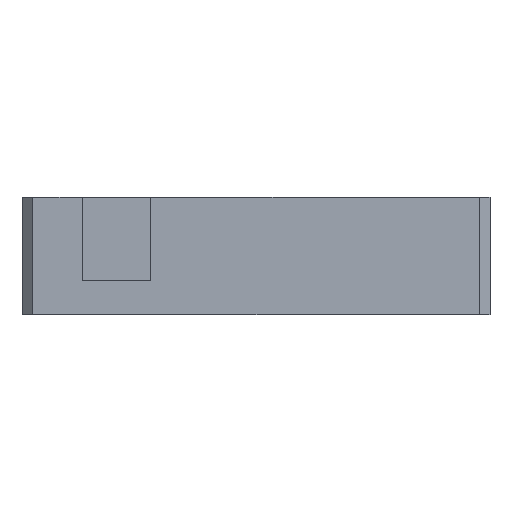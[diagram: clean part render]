
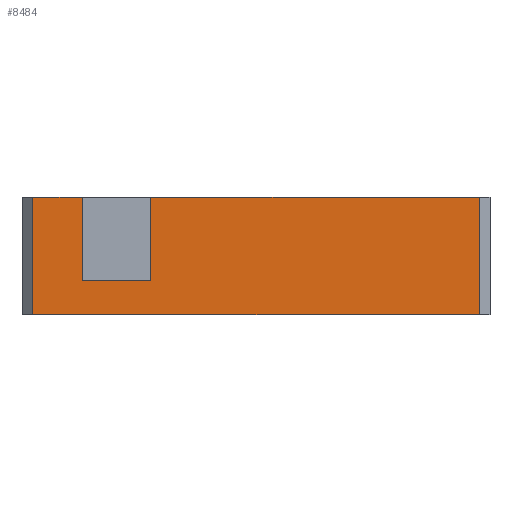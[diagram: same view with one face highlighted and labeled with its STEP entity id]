
A CAD part, front view. The second image highlights one B-rep face of the part: STEP entity #8484.
In plain terms, the highlighted planar face has unit normal (0, -1, 0).
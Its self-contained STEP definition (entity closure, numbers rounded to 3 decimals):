
#165=PLANE('',#9087);
#613=FACE_OUTER_BOUND('',#1091,.T.);
#1091=EDGE_LOOP('',(#7464,#7465,#7466,#7467,#7468,#7469,#7470,#7471));
#2211=LINE('',#26237,#2746);
#2217=LINE('',#26253,#2752);
#2248=LINE('',#28398,#2783);
#2306=LINE('',#28716,#2841);
#2404=LINE('',#29413,#2939);
#2405=LINE('',#29417,#2940);
#2406=LINE('',#29419,#2941);
#2412=LINE('',#29432,#2947);
#2746=VECTOR('',#10179,10.);
#2752=VECTOR('',#10191,10.);
#2783=VECTOR('',#10280,10.);
#2841=VECTOR('',#10452,10.);
#2939=VECTOR('',#10740,10.);
#2940=VECTOR('',#10747,10.);
#2941=VECTOR('',#10750,10.);
#2947=VECTOR('',#10770,10.);
#3646=VERTEX_POINT('',#26234);
#3647=VERTEX_POINT('',#26236);
#3653=VERTEX_POINT('',#26250);
#3654=VERTEX_POINT('',#26252);
#3676=VERTEX_POINT('',#28389);
#3679=VERTEX_POINT('',#28396);
#3732=VERTEX_POINT('',#28714);
#3733=VERTEX_POINT('',#28715);
#4782=EDGE_CURVE('',#3646,#3647,#2211,.T.);
#4789=EDGE_CURVE('',#3653,#3654,#2217,.T.);
#4851=EDGE_CURVE('',#3679,#3676,#2248,.T.);
#4937=EDGE_CURVE('',#3732,#3733,#2306,.T.);
#5077=EDGE_CURVE('',#3676,#3646,#2404,.T.);
#5078=EDGE_CURVE('',#3733,#3647,#2405,.T.);
#5079=EDGE_CURVE('',#3653,#3732,#2406,.T.);
#5085=EDGE_CURVE('',#3654,#3679,#2412,.T.);
#7464=ORIENTED_EDGE('',*,*,#5077,.F.);
#7465=ORIENTED_EDGE('',*,*,#4851,.F.);
#7466=ORIENTED_EDGE('',*,*,#5085,.F.);
#7467=ORIENTED_EDGE('',*,*,#4789,.F.);
#7468=ORIENTED_EDGE('',*,*,#5079,.T.);
#7469=ORIENTED_EDGE('',*,*,#4937,.T.);
#7470=ORIENTED_EDGE('',*,*,#5078,.T.);
#7471=ORIENTED_EDGE('',*,*,#4782,.F.);
#8484=ADVANCED_FACE('',(#613),#165,.T.);
#9087=AXIS2_PLACEMENT_3D('',#29433,#10771,#10772);
#10179=DIRECTION('',(1.,0.,0.));
#10191=DIRECTION('',(1.,0.,0.));
#10280=DIRECTION('',(-1.,0.,0.));
#10452=DIRECTION('',(-1.,0.,0.));
#10740=DIRECTION('',(0.,0.,1.));
#10747=DIRECTION('',(0.,0.,1.));
#10750=DIRECTION('',(0.,0.,-1.));
#10770=DIRECTION('',(0.,0.,-1.));
#10771=DIRECTION('center_axis',(0.,-1.,0.));
#10772=DIRECTION('ref_axis',(0.,0.,-1.));
#26234=CARTESIAN_POINT('',(-0.1,-2.,22.1));
#26236=CARTESIAN_POINT('',(9.227,-2.,22.1));
#26237=CARTESIAN_POINT('',(20.5,-2.,22.1));
#26250=CARTESIAN_POINT('',(22.09,-2.,22.1));
#26252=CARTESIAN_POINT('',(83.8,-2.,22.1));
#26253=CARTESIAN_POINT('',(20.5,-2.,22.1));
#28389=CARTESIAN_POINT('',(-0.1,-2.,0.));
#28396=CARTESIAN_POINT('',(83.8,-2.,0.));
#28398=CARTESIAN_POINT('',(-1.,-2.,0.));
#28714=CARTESIAN_POINT('',(22.09,-2.,6.428));
#28715=CARTESIAN_POINT('',(9.227,-2.,6.428));
#28716=CARTESIAN_POINT('',(10.545,-2.,6.428));
#29413=CARTESIAN_POINT('',(-0.1,-2.,0.));
#29417=CARTESIAN_POINT('',(9.227,-2.,5.818));
#29419=CARTESIAN_POINT('',(22.09,-2.,5.818));
#29432=CARTESIAN_POINT('',(83.8,-2.,0.));
#29433=CARTESIAN_POINT('Origin',(-1.,-2.,0.));
